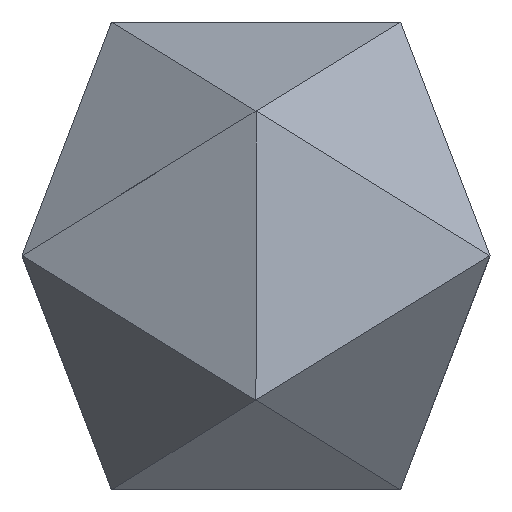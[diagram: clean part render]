
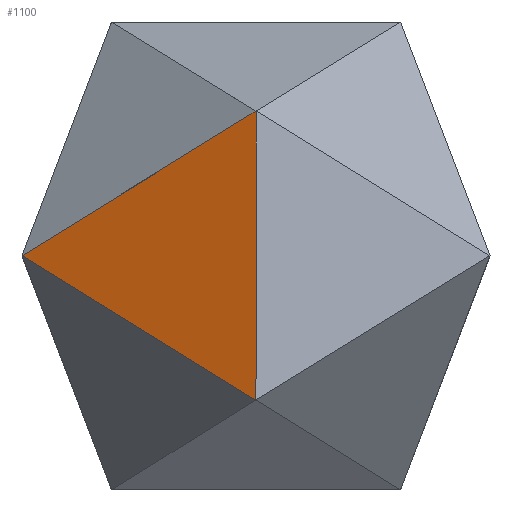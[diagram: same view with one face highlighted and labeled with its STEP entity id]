
A CAD part, top view. The second image highlights one B-rep face of the part: STEP entity #1100.
In plain terms, the highlighted planar face has unit normal (-0.357, 0, 0.934).
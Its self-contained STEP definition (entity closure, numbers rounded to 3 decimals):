
#110=FACE_OUTER_BOUND('',#180,.T.);
#180=EDGE_LOOP('',(#792,#793,#794,#795,#796,#797));
#264=LINE('',#1594,#404);
#265=LINE('',#1596,#405);
#266=LINE('',#1598,#406);
#267=LINE('',#1600,#407);
#268=LINE('',#1602,#408);
#269=LINE('',#1603,#409);
#404=VECTOR('',#1310,10.);
#405=VECTOR('',#1311,10.);
#406=VECTOR('',#1312,10.);
#407=VECTOR('',#1313,10.);
#408=VECTOR('',#1314,10.);
#409=VECTOR('',#1315,10.);
#532=VERTEX_POINT('',#1592);
#533=VERTEX_POINT('',#1593);
#534=VERTEX_POINT('',#1595);
#535=VERTEX_POINT('',#1597);
#536=VERTEX_POINT('',#1599);
#537=VERTEX_POINT('',#1601);
#624=EDGE_CURVE('',#532,#533,#264,.T.);
#625=EDGE_CURVE('',#534,#532,#265,.T.);
#626=EDGE_CURVE('',#535,#534,#266,.T.);
#627=EDGE_CURVE('',#535,#536,#267,.T.);
#628=EDGE_CURVE('',#536,#537,#268,.T.);
#629=EDGE_CURVE('',#537,#533,#269,.T.);
#792=ORIENTED_EDGE('',*,*,#624,.F.);
#793=ORIENTED_EDGE('',*,*,#625,.F.);
#794=ORIENTED_EDGE('',*,*,#626,.F.);
#795=ORIENTED_EDGE('',*,*,#627,.T.);
#796=ORIENTED_EDGE('',*,*,#628,.T.);
#797=ORIENTED_EDGE('',*,*,#629,.T.);
#1030=PLANE('',#1194);
#1100=ADVANCED_FACE('',(#110),#1030,.T.);
#1194=AXIS2_PLACEMENT_3D('',#1591,#1308,#1309);
#1308=DIRECTION('center_axis',(-0.357,0.,
0.934));
#1309=DIRECTION('ref_axis',(0.354,-0.926,0.135));
#1310=DIRECTION('',(-0.809,-0.5,-0.309));
#1311=DIRECTION('',(0.809,0.5,0.309));
#1312=DIRECTION('',(0.934,0.,0.357));
#1313=DIRECTION('',(0.809,-0.5,0.309));
#1314=DIRECTION('',(0.,1.,0.));
#1315=DIRECTION('',(-0.809,-0.5,-0.309));
#1591=CARTESIAN_POINT('Origin',(-5.393,0.,
14.12));
#1592=CARTESIAN_POINT('',(-6.91,5.73,13.541));
#1593=CARTESIAN_POINT('',(-9.27,4.271,12.639));
#1594=CARTESIAN_POINT('',(-8.09,5.,13.09));
#1595=CARTESIAN_POINT('',(-16.18,0.,10.));
#1596=CARTESIAN_POINT('',(-12.135,2.5,11.545));
#1597=CARTESIAN_POINT('',(-16.18,0.,10.));
#1598=CARTESIAN_POINT('',(-10.787,0.,12.06));
#1599=CARTESIAN_POINT('',(0.,-10.,16.18));
#1600=CARTESIAN_POINT('',(-16.18,0.,10.));
#1601=CARTESIAN_POINT('',(0.,10.,16.18));
#1602=CARTESIAN_POINT('',(0.,-10.,16.18));
#1603=CARTESIAN_POINT('',(0.,10.,16.18));
